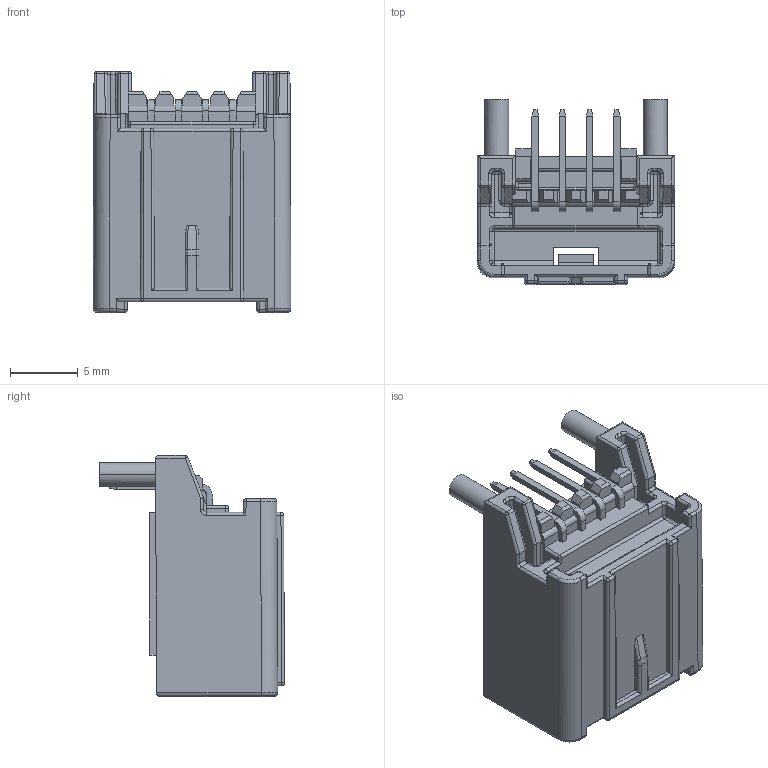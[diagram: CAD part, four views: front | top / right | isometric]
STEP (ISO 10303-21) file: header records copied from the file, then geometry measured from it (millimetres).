
FILE_DESCRIPTION((''),'2;1');
FILE_NAME('347930040','2013-11-13T',('me'),(''),'PRO/ENGINEER BY PARAMETRIC TECHNOLOGY CORPORATION, 2011490','PRO/ENGINEER BY PARAMETRIC TECHNOLOGY CORPORATION, 2011490','');
FILE_SCHEMA(('CONFIG_CONTROL_DESIGN'));
Length unit declared in the file: millimetre
Products named in the file (1): 347930040
Bounding box: 14.62 x 13.65 x 17.8 mm (x, y, z)
Volume: 874.3 mm3; surface area: 1828.9 mm2
Topology: 1 solids, 1 shells, 657 faces, 1696 edges, 1002 vertices
Faces by surface type: plane 310, cylinder 234, bspline 61, sphere 52
Entity records: 25063 total; most frequent: CARTESIAN_POINT 9862, ORIENTED_EDGE 3272, DIRECTION 2919, EDGE_CURVE 1636, VECTOR 1091, LINE 1091, VERTEX_POINT 990, AXIS2_PLACEMENT_3D 914
